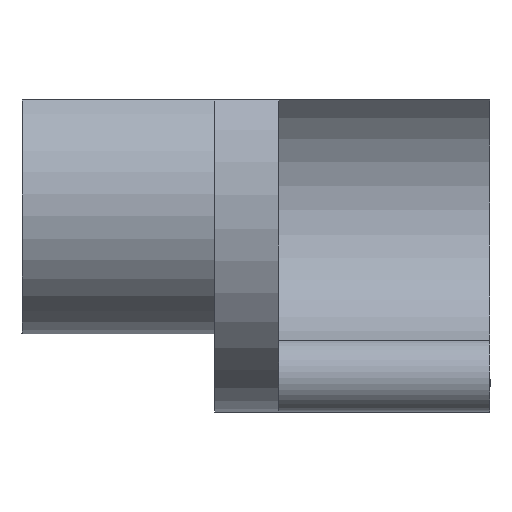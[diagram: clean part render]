
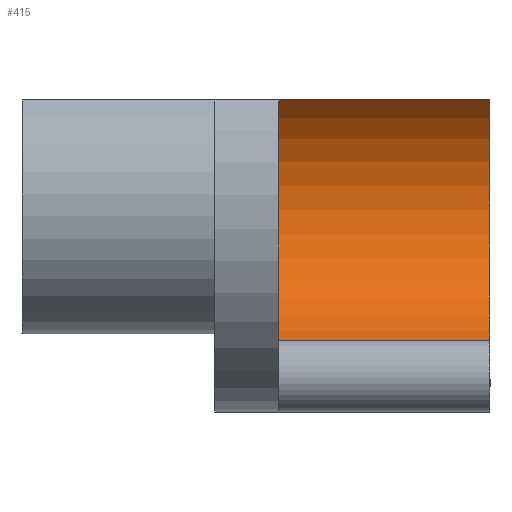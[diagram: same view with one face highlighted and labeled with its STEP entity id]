
A CAD part, left-side view. The second image highlights one B-rep face of the part: STEP entity #415.
In plain terms, the highlighted cylindrical face has radius 3.1 mm (diameter 6.2 mm), a partial arc.
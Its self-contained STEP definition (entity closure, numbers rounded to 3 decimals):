
#36=FACE_OUTER_BOUND('',#58,.T.);
#58=EDGE_LOOP('',(#294,#295,#296,#297));
#89=LINE('',#648,#123);
#90=LINE('',#651,#124);
#123=VECTOR('',#518,10.);
#124=VECTOR('',#521,10.);
#160=CIRCLE('',#448,3.1);
#161=CIRCLE('',#449,3.1);
#188=VERTEX_POINT('',#644);
#189=VERTEX_POINT('',#645);
#190=VERTEX_POINT('',#647);
#191=VERTEX_POINT('',#649);
#231=EDGE_CURVE('',#188,#189,#160,.T.);
#232=EDGE_CURVE('',#188,#190,#89,.T.);
#233=EDGE_CURVE('',#191,#190,#161,.T.);
#234=EDGE_CURVE('',#189,#191,#90,.T.);
#294=ORIENTED_EDGE('',*,*,#231,.F.);
#295=ORIENTED_EDGE('',*,*,#232,.T.);
#296=ORIENTED_EDGE('',*,*,#233,.F.);
#297=ORIENTED_EDGE('',*,*,#234,.F.);
#402=CYLINDRICAL_SURFACE('',#447,3.1);
#415=ADVANCED_FACE('',(#36),#402,.F.);
#447=AXIS2_PLACEMENT_3D('',#643,#514,#515);
#448=AXIS2_PLACEMENT_3D('',#646,#516,#517);
#449=AXIS2_PLACEMENT_3D('',#650,#519,#520);
#514=DIRECTION('center_axis',(0.,-1.,0.));
#515=DIRECTION('ref_axis',(1.,0.,0.));
#516=DIRECTION('center_axis',(0.,-1.,0.));
#517=DIRECTION('ref_axis',(1.,0.,0.));
#518=DIRECTION('',(0.,-1.,0.));
#519=DIRECTION('center_axis',(0.,1.,0.));
#520=DIRECTION('ref_axis',(1.,0.,0.));
#521=DIRECTION('',(0.,-1.,0.));
#643=CARTESIAN_POINT('Origin',(-12.498,-47.3,277.95));
#644=CARTESIAN_POINT('',(-11.518,-48.7,275.009));
#645=CARTESIAN_POINT('',(-10.42,-48.7,280.25));
#646=CARTESIAN_POINT('Origin',(-12.498,-48.7,277.95));
#647=CARTESIAN_POINT('',(-11.518,-53.3,275.009));
#648=CARTESIAN_POINT('',(-11.518,-47.3,275.009));
#649=CARTESIAN_POINT('',(-10.42,-53.3,280.25));
#650=CARTESIAN_POINT('Origin',(-12.498,-53.3,277.95));
#651=CARTESIAN_POINT('',(-10.42,-47.3,280.25));
